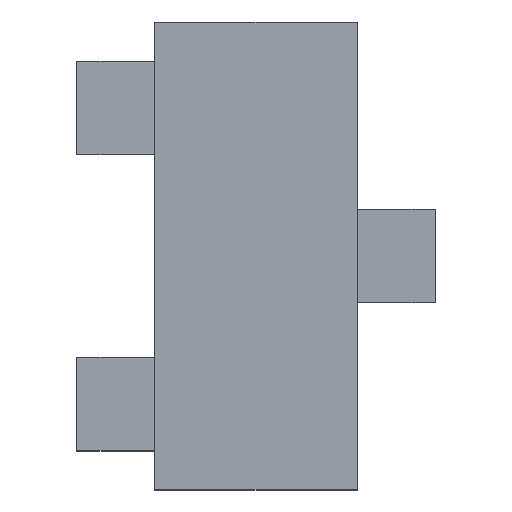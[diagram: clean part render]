
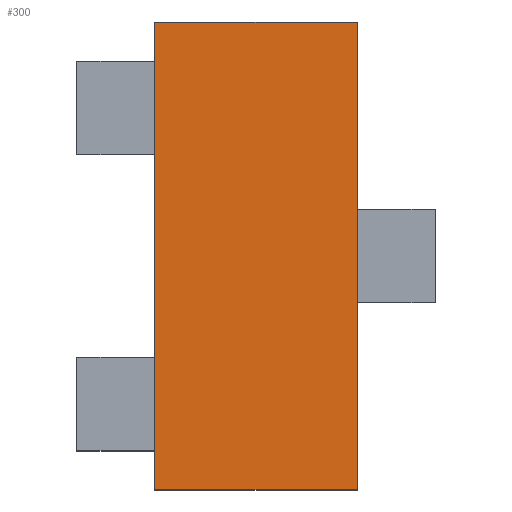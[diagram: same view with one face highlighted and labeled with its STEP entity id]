
A CAD part, top view. The second image highlights one B-rep face of the part: STEP entity #300.
In plain terms, the highlighted planar face has unit normal (0, 0, 1).
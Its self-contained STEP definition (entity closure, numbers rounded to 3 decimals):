
#3 = CARTESIAN_POINT ( 'NONE',  ( 0.65, -1.5, 1.1 ) ) ;
#4 = DIRECTION ( 'NONE',  ( 0., 1., 0. ) ) ;
#5 = CARTESIAN_POINT ( 'NONE',  ( -0.65, 1.5, 1.1 ) ) ;
#6 = DIRECTION ( 'NONE',  ( -1., 0., 0. ) ) ;
#90 = CARTESIAN_POINT ( 'NONE',  ( 0.65, 1.5, 1.1 ) ) ;
#98 = PLANE ( 'NONE',  #703 ) ;
#110 = DIRECTION ( 'NONE',  ( 0., 0., -1. ) ) ;
#111 = DIRECTION ( 'NONE',  ( -1., 0., 0. ) ) ;
#124 = CARTESIAN_POINT ( 'NONE',  ( -0.65, -1.5, 1.1 ) ) ;
#126 = CARTESIAN_POINT ( 'NONE',  ( 0.65, -1.5, 1.1 ) ) ;
#135 = CARTESIAN_POINT ( 'NONE',  ( 0.65, 1.5, 1.1 ) ) ;
#136 = CARTESIAN_POINT ( 'NONE',  ( -0.65, 1.5, 1.1 ) ) ;
#168 = CARTESIAN_POINT ( 'NONE',  ( -0.65, -1.5, 1.1 ) ) ;
#171 = DIRECTION ( 'NONE',  ( 1., 0., 0. ) ) ;
#178 = CARTESIAN_POINT ( 'NONE',  ( -0.65, -1.5, 1.1 ) ) ;
#185 = DIRECTION ( 'NONE',  ( 0., -1., 0. ) ) ;
#300 = ADVANCED_FACE ( 'NONE', ( #457 ), #98, .F. ) ;
#323 = VECTOR ( 'NONE', #4, 1000. ) ;
#324 = VECTOR ( 'NONE', #185, 1000. ) ;
#325 = VECTOR ( 'NONE', #171, 1000. ) ;
#328 = LINE ( 'NONE', #3, #323 ) ;
#357 = VECTOR ( 'NONE', #6, 1000. ) ;
#432 = LINE ( 'NONE', #178, #324 ) ;
#457 = FACE_OUTER_BOUND ( 'NONE', #566, .T. ) ;
#462 = LINE ( 'NONE', #168, #325 ) ;
#463 = LINE ( 'NONE', #5, #357 ) ;
#490 = ORIENTED_EDGE ( 'NONE', *, *, #794, .T. ) ;
#492 = ORIENTED_EDGE ( 'NONE', *, *, #795, .T. ) ;
#530 = ORIENTED_EDGE ( 'NONE', *, *, #762, .T. ) ;
#557 = ORIENTED_EDGE ( 'NONE', *, *, #769, .T. ) ;
#566 = EDGE_LOOP ( 'NONE', ( #490, #492, #557, #530 ) ) ;
#647 = VERTEX_POINT ( 'NONE', #126 ) ;
#652 = VERTEX_POINT ( 'NONE', #124 ) ;
#660 = VERTEX_POINT ( 'NONE', #135 ) ;
#661 = VERTEX_POINT ( 'NONE', #136 ) ;
#703 = AXIS2_PLACEMENT_3D ( 'NONE', #90, #110, #111 ) ;
#762 = EDGE_CURVE ( 'NONE', #652, #647, #462, .T. ) ;
#769 = EDGE_CURVE ( 'NONE', #661, #652, #432, .T. ) ;
#794 = EDGE_CURVE ( 'NONE', #647, #660, #328, .T. ) ;
#795 = EDGE_CURVE ( 'NONE', #660, #661, #463, .T. ) ;
